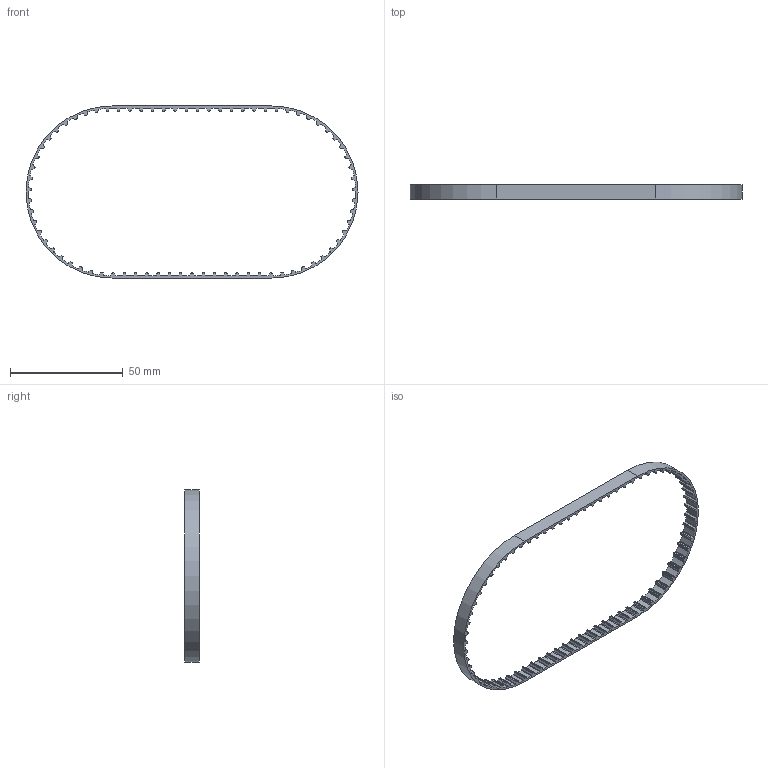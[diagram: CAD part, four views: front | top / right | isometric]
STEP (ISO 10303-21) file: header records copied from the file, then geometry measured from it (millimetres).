
FILE_DESCRIPTION (( 'STEP AP214' ), '1' );
FILE_NAME ('150XL025NG.step', '2015-04-08T23:02:08', ( '' ), ( '' ), 'SwSTEP 2.0', 'SolidWorks 2014', '' );
FILE_SCHEMA (( 'AUTOMOTIVE_DESIGN' ));
Length unit declared in the file: inch
Products named in the file (1): 150XL025NG
Bounding box: 147.01 x 6.35 x 76.2 mm (x, y, z)
Volume: 3333.4 mm3; surface area: 6516.1 mm2
Topology: 1 solids, 1 shells, 640 faces, 1914 edges, 1276 vertices
Faces by surface type: cylinder 382, plane 258
Entity records: 21886 total; most frequent: DIRECTION 3960, CARTESIAN_POINT 3831, ORIENTED_EDGE 3828, EDGE_CURVE 1914, AXIS2_PLACEMENT_3D 1405, VERTEX_POINT 1276, LINE 1150, VECTOR 1150
